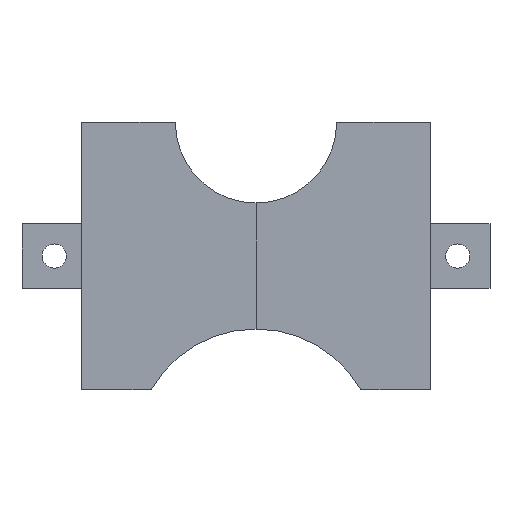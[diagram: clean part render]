
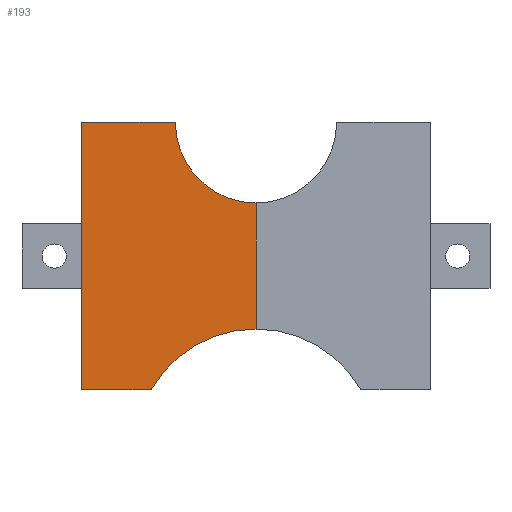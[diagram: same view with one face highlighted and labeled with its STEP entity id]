
A CAD part, top view. The second image highlights one B-rep face of the part: STEP entity #193.
In plain terms, the highlighted planar face has unit normal (0, 0, 1).
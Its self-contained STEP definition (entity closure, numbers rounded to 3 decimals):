
#56 = VERTEX_POINT('',#57);
#57 = CARTESIAN_POINT('',(-3.975,6.625,4.));
#63 = EDGE_CURVE('',#64,#56,#66,.T.);
#64 = VERTEX_POINT('',#65);
#65 = CARTESIAN_POINT('',(-8.625,6.625,4.));
#66 = LINE('',#67,#68);
#67 = CARTESIAN_POINT('',(-11.575,6.625,4.));
#68 = VECTOR('',#69,1.);
#69 = DIRECTION('',(1.,0.,0.));
#159 = EDGE_CURVE('',#160,#64,#162,.T.);
#160 = VERTEX_POINT('',#161);
#161 = CARTESIAN_POINT('',(-8.625,-6.625,4.));
#162 = LINE('',#163,#164);
#163 = CARTESIAN_POINT('',(-8.625,7.125,4.));
#164 = VECTOR('',#165,1.);
#165 = DIRECTION('',(0.,1.,0.));
#193 = ADVANCED_FACE('',(#194),#230,.T.);
#194 = FACE_BOUND('',#195,.T.);
#195 = EDGE_LOOP('',(#196,#197,#198,#206,#215,#223));
#196 = ORIENTED_EDGE('',*,*,#63,.F.);
#197 = ORIENTED_EDGE('',*,*,#159,.F.);
#198 = ORIENTED_EDGE('',*,*,#199,.T.);
#199 = EDGE_CURVE('',#160,#200,#202,.T.);
#200 = VERTEX_POINT('',#201);
#201 = CARTESIAN_POINT('',(-5.171,-6.625,4.));
#202 = LINE('',#203,#204);
#203 = CARTESIAN_POINT('',(-11.575,-6.625,4.));
#204 = VECTOR('',#205,1.);
#205 = DIRECTION('',(1.,0.,0.));
#206 = ORIENTED_EDGE('',*,*,#207,.F.);
#207 = EDGE_CURVE('',#208,#200,#210,.T.);
#208 = VERTEX_POINT('',#209);
#209 = CARTESIAN_POINT('',(0.025,-3.625,4.));
#210 = CIRCLE('',#211,6.);
#211 = AXIS2_PLACEMENT_3D('',#212,#213,#214);
#212 = CARTESIAN_POINT('',(0.025,-9.625,4.));
#213 = DIRECTION('',(0.,0.,1.));
#214 = DIRECTION('',(0.,-1.,0.));
#215 = ORIENTED_EDGE('',*,*,#216,.F.);
#216 = EDGE_CURVE('',#217,#208,#219,.T.);
#217 = VERTEX_POINT('',#218);
#218 = CARTESIAN_POINT('',(0.025,2.625,4.));
#219 = LINE('',#220,#221);
#220 = CARTESIAN_POINT('',(0.025,6.625,4.));
#221 = VECTOR('',#222,1.);
#222 = DIRECTION('',(0.,-1.,0.));
#223 = ORIENTED_EDGE('',*,*,#224,.F.);
#224 = EDGE_CURVE('',#56,#217,#225,.T.);
#225 = CIRCLE('',#226,4.);
#226 = AXIS2_PLACEMENT_3D('',#227,#228,#229);
#227 = CARTESIAN_POINT('',(0.025,6.625,4.));
#228 = DIRECTION('',(0.,0.,1.));
#229 = DIRECTION('',(0.,-1.,0.));
#230 = PLANE('',#231);
#231 = AXIS2_PLACEMENT_3D('',#232,#233,#234);
#232 = CARTESIAN_POINT('',(-11.575,6.625,4.));
#233 = DIRECTION('',(0.,0.,1.));
#234 = DIRECTION('',(0.,-1.,0.));
